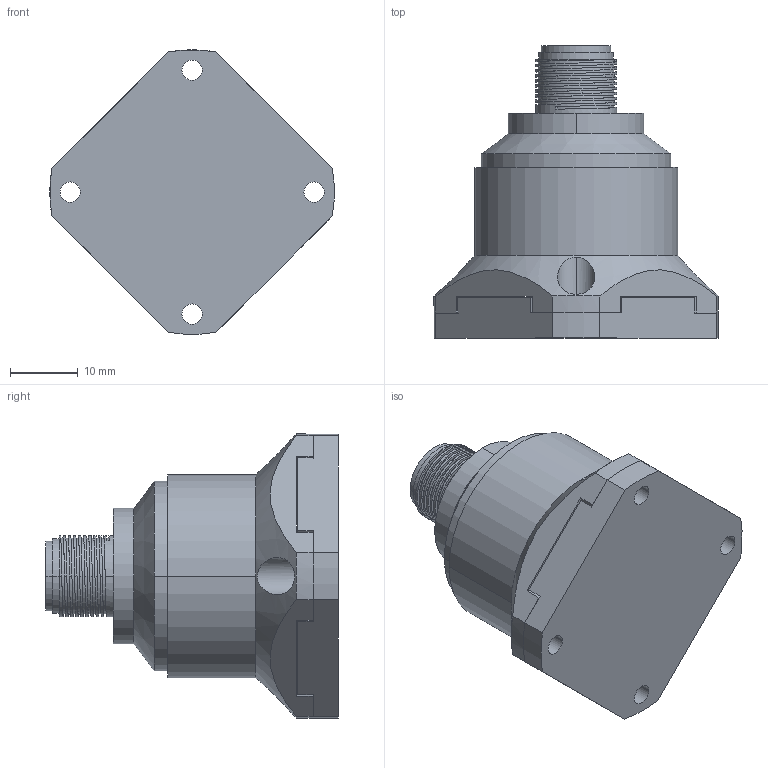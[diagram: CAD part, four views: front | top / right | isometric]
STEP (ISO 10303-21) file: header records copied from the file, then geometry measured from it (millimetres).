
FILE_DESCRIPTION((''),'2;1');
FILE_NAME('___ASM','2020-04-01T',('Administrator'),(''),'CREO PARAMETRIC BY PTC INC, 2015200','CREO PARAMETRIC BY PTC INC, 2015200','');
FILE_SCHEMA(('CONFIG_CONTROL_DESIGN'));
Length unit declared in the file: millimetre
Products named in the file (4): _____; __; ______; ___ASM
Assembly tree (3 placements, depth 2):
  ___ASM
    _____
    __
    ______
Bounding box: 41.97 x 43.2 x 41.97 mm (x, y, z)
Volume: 23257.6 mm3; surface area: 10512 mm2
Topology: 3 solids, 4 shells, 206 faces, 524 edges, 345 vertices
Faces by surface type: cylinder 124, plane 65, bspline 13, cone 4
Entity records: 10037 total; most frequent: CARTESIAN_POINT 4939, ORIENTED_EDGE 1048, DIRECTION 1027, EDGE_CURVE 524, AXIS2_PLACEMENT_3D 389, VERTEX_POINT 345, VECTOR 249, LINE 249
